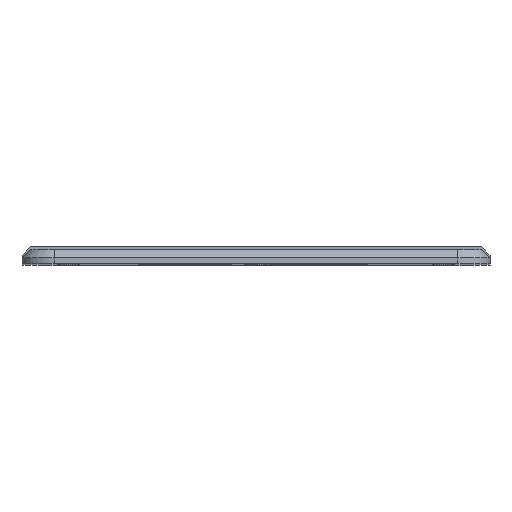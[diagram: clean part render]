
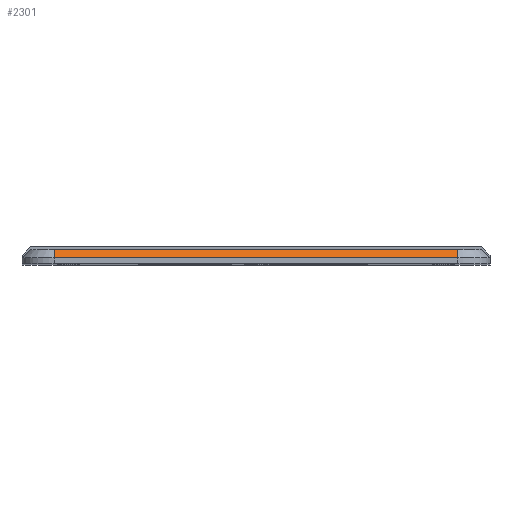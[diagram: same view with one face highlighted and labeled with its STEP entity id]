
A CAD part, top view. The second image highlights one B-rep face of the part: STEP entity #2301.
In plain terms, the highlighted planar face has unit normal (0, 0.707, 0.707).
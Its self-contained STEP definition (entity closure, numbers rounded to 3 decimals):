
#835=ORIENTED_EDGE('',*,*,#1206,.T.);
#836=ORIENTED_EDGE('',*,*,#1182,.F.);
#837=ORIENTED_EDGE('',*,*,#1207,.F.);
#838=ORIENTED_EDGE('',*,*,#1104,.F.);
#1104=EDGE_CURVE('',#1368,#1369,#1564,.T.);
#1182=EDGE_CURVE('',#1430,#1431,#1605,.T.);
#1206=EDGE_CURVE('',#1368,#1431,#1620,.T.);
#1207=EDGE_CURVE('',#1369,#1430,#1621,.T.);
#1368=VERTEX_POINT('',#3730);
#1369=VERTEX_POINT('',#3732);
#1430=VERTEX_POINT('',#3885);
#1431=VERTEX_POINT('',#3887);
#1564=LINE('',#3731,#1756);
#1605=LINE('',#3886,#1797);
#1620=LINE('',#3934,#1812);
#1621=LINE('',#3936,#1813);
#1756=VECTOR('',#3039,1000.);
#1797=VECTOR('',#3184,1000.);
#1812=VECTOR('',#3253,1000.);
#1813=VECTOR('',#3256,1000.);
#1969=EDGE_LOOP('',(#835,#836,#837,#838));
#2131=FACE_BOUND('',#1969,.T.);
#2187=PLANE('',#2569);
#2301=ADVANCED_FACE('',(#2131),#2187,.F.);
#2569=AXIS2_PLACEMENT_3D('',#3935,#3254,#3255);
#3039=DIRECTION('',(-1.,0.,0.));
#3184=DIRECTION('',(1.,0.,0.));
#3253=DIRECTION('',(0.,0.707,-0.707));
#3254=DIRECTION('',(0.,-0.707,-0.707));
#3255=DIRECTION('',(-1.,0.,0.));
#3256=DIRECTION('',(0.,0.707,-0.707));
#3730=CARTESIAN_POINT('',(34.5,1.,75.));
#3731=CARTESIAN_POINT('',(-40.,1.,75.));
#3732=CARTESIAN_POINT('',(-34.5,1.,75.));
#3885=CARTESIAN_POINT('',(-34.5,2.4,73.6));
#3886=CARTESIAN_POINT('',(0.,2.4,73.6));
#3887=CARTESIAN_POINT('',(34.5,2.4,73.6));
#3934=CARTESIAN_POINT('',(34.5,1.,75.));
#3935=CARTESIAN_POINT('',(-40.,1.,75.));
#3936=CARTESIAN_POINT('',(-34.5,1.,75.));
